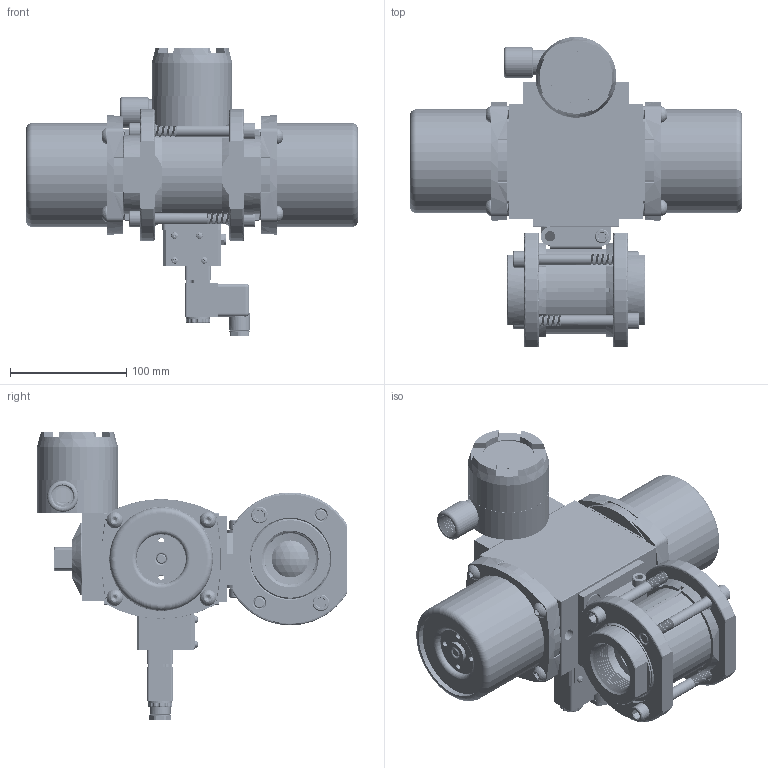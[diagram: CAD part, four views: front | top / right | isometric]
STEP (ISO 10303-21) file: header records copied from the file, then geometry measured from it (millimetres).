
FILE_DESCRIPTION (( 'STEP AP203' ), '1' );
FILE_NAME ('22XXSESA522SR3GPDSLS.step', '2018-06-12T11:58:47', ( '' ), ( '' ), 'SwSTEP 2.0', 'SolidWorks 2017', '' );
FILE_SCHEMA (( 'CONFIG_CONTROL_DESIGN' ));
Products named in the file (1): 22XXSESA522SR3GPDSLS
Bounding box: 285.09 x 266.2 x 247.52 mm (x, y, z)
Volume: 1759925 mm3; surface area: 669562.3 mm2
Topology: 78 solids, 78 shells, 6485 faces, 16704 edges, 10470 vertices
Faces by surface type: cylinder 2802, cone 2113, plane 1186, torus 248, bspline 106, sphere 30
Entity records: 246487 total; most frequent: CARTESIAN_POINT 87880, DIRECTION 35114, ORIENTED_EDGE 33120, EDGE_CURVE 16560, AXIS2_PLACEMENT_3D 14194, VERTEX_POINT 10468, CIRCLE 7814, EDGE_LOOP 7016
